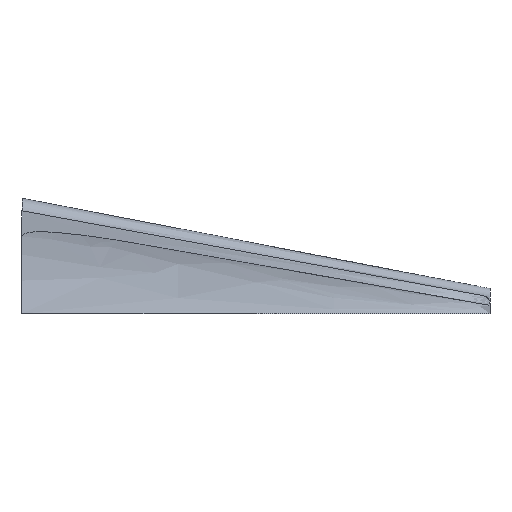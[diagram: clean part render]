
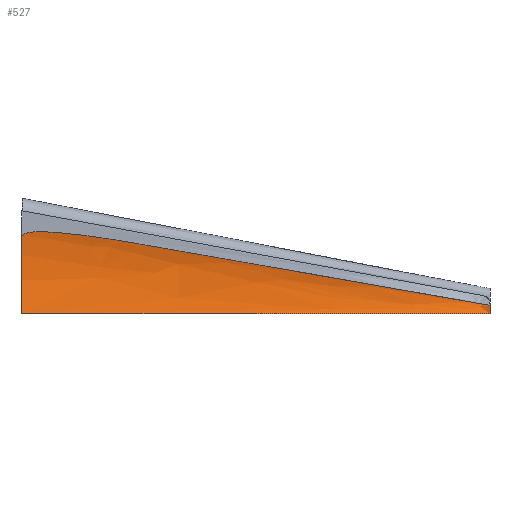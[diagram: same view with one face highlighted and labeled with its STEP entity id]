
A CAD part, left-side view. The second image highlights one B-rep face of the part: STEP entity #527.
In plain terms, the highlighted free-form (B-spline) face has degree [3, 3] with [5, 4] control points.
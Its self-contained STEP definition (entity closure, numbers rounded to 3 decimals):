
#21=CIRCLE('',#562,58.033);
#44=B_SPLINE_SURFACE_WITH_KNOTS('',3,3,((#1285,#1286,#1287,#1288),(#1289,
#1290,#1291,#1292),(#1293,#1294,#1295,#1296),(#1297,#1298,#1299,#1300),
(#1301,#1302,#1303,#1304)),.UNSPECIFIED.,.F.,.F.,.F.,(4,1,4),(4,4),(0.,
0.571,1.),(0.,1.),.UNSPECIFIED.);
#66=FACE_OUTER_BOUND('',#91,.T.);
#91=EDGE_LOOP('',(#465,#466,#467,#468,#469));
#112=LINE('',#850,#169);
#147=LINE('',#1284,#204);
#148=LINE('',#1307,#205);
#169=VECTOR('',#589,10.);
#204=VECTOR('',#652,10.);
#205=VECTOR('',#655,10.);
#218=B_SPLINE_CURVE_WITH_KNOTS('',3,(#975,#976,#977,#978,#979,#980,#981,
#982,#983,#984),.UNSPECIFIED.,.F.,.F.,(4,2,2,2,4),(-1.582,-0.679,
-0.401,-0.2,0.),.UNSPECIFIED.);
#240=VERTEX_POINT('',#847);
#241=VERTEX_POINT('',#849);
#251=VERTEX_POINT('',#972);
#252=VERTEX_POINT('',#974);
#271=VERTEX_POINT('',#1305);
#296=EDGE_CURVE('',#241,#240,#112,.T.);
#309=EDGE_CURVE('',#252,#251,#218,.T.);
#343=EDGE_CURVE('',#252,#240,#147,.T.);
#344=EDGE_CURVE('',#271,#251,#21,.T.);
#345=EDGE_CURVE('',#271,#241,#148,.T.);
#465=ORIENTED_EDGE('',*,*,#309,.T.);
#466=ORIENTED_EDGE('',*,*,#344,.F.);
#467=ORIENTED_EDGE('',*,*,#345,.T.);
#468=ORIENTED_EDGE('',*,*,#296,.T.);
#469=ORIENTED_EDGE('',*,*,#343,.F.);
#527=ADVANCED_FACE('',(#66),#44,.F.);
#562=AXIS2_PLACEMENT_3D('',#1306,#653,#654);
#589=DIRECTION('',(0.,0.,1.));
#652=DIRECTION('',(-0.332,-0.929,-0.163));
#653=DIRECTION('center_axis',(0.,1.,0.));
#654=DIRECTION('ref_axis',(-0.69,0.,0.724));
#655=DIRECTION('',(0.221,-0.975,0.));
#847=CARTESIAN_POINT('',(-49.,-216.,51.2));
#849=CARTESIAN_POINT('',(-49.,-216.,50.2));
#850=CARTESIAN_POINT('',(-49.,-216.,51.2));
#972=CARTESIAN_POINT('',(-41.391,-160.,59.438));
#974=CARTESIAN_POINT('',(-33.177,-171.696,58.953));
#975=CARTESIAN_POINT('Ctrl Pts',(-33.177,-171.696,58.953));
#976=CARTESIAN_POINT('Ctrl Pts',(-33.619,-169.46,59.313));
#977=CARTESIAN_POINT('Ctrl Pts',(-34.462,-166.142,59.798));
#978=CARTESIAN_POINT('Ctrl Pts',(-36.545,-162.804,59.997));
#979=CARTESIAN_POINT('Ctrl Pts',(-37.13,-162.053,60.015));
#980=CARTESIAN_POINT('Ctrl Pts',(-38.326,-160.997,59.953));
#981=CARTESIAN_POINT('Ctrl Pts',(-38.883,-160.63,59.899));
#982=CARTESIAN_POINT('Ctrl Pts',(-40.108,-160.124,59.716));
#983=CARTESIAN_POINT('Ctrl Pts',(-40.741,-160.,59.592));
#984=CARTESIAN_POINT('Ctrl Pts',(-41.391,-160.,59.438));
#1284=CARTESIAN_POINT('',(-29.,-160.,61.));
#1285=CARTESIAN_POINT('Ctrl Pts',(-61.689,-160.,50.213));
#1286=CARTESIAN_POINT('Ctrl Pts',(-57.459,-178.667,50.209));
#1287=CARTESIAN_POINT('Ctrl Pts',(-53.23,-197.333,50.204));
#1288=CARTESIAN_POINT('Ctrl Pts',(-49.,-216.,50.2));
#1289=CARTESIAN_POINT('Ctrl Pts',(-56.27,-160.,54.08));
#1290=CARTESIAN_POINT('Ctrl Pts',(-53.846,-178.667,52.849));
#1291=CARTESIAN_POINT('Ctrl Pts',(-51.424,-197.333,51.622));
#1292=CARTESIAN_POINT('Ctrl Pts',(-49.,-216.,50.39));
#1293=CARTESIAN_POINT('Ctrl Pts',(-45.613,-160.,59.197));
#1294=CARTESIAN_POINT('Ctrl Pts',(-46.742,-178.667,56.373));
#1295=CARTESIAN_POINT('Ctrl Pts',(-47.871,-197.333,53.548));
#1296=CARTESIAN_POINT('Ctrl Pts',(-49.,-216.,50.724));
#1297=CARTESIAN_POINT('Ctrl Pts',(-33.992,-160.,60.912));
#1298=CARTESIAN_POINT('Ctrl Pts',(-38.995,-178.667,57.627));
#1299=CARTESIAN_POINT('Ctrl Pts',(-43.997,-197.333,54.342));
#1300=CARTESIAN_POINT('Ctrl Pts',(-49.,-216.,51.057));
#1301=CARTESIAN_POINT('Ctrl Pts',(-29.,-160.,61.));
#1302=CARTESIAN_POINT('Ctrl Pts',(-35.667,-178.667,57.733));
#1303=CARTESIAN_POINT('Ctrl Pts',(-42.333,-197.333,54.467));
#1304=CARTESIAN_POINT('Ctrl Pts',(-49.,-216.,51.2));
#1305=CARTESIAN_POINT('',(-61.689,-160.,50.213));
#1306=CARTESIAN_POINT('Origin',(-27.977,-160.,2.976));
#1307=CARTESIAN_POINT('',(-61.689,-160.,50.213));
